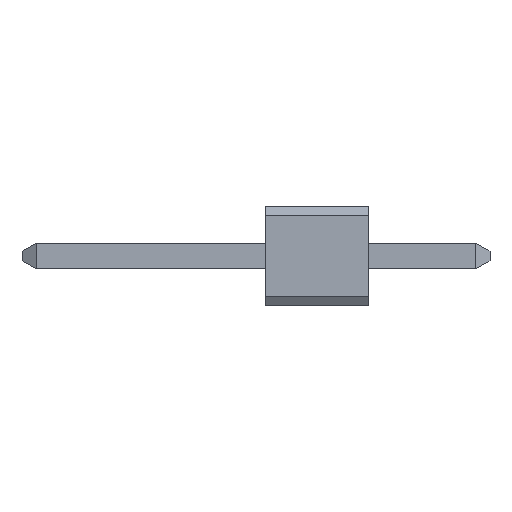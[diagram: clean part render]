
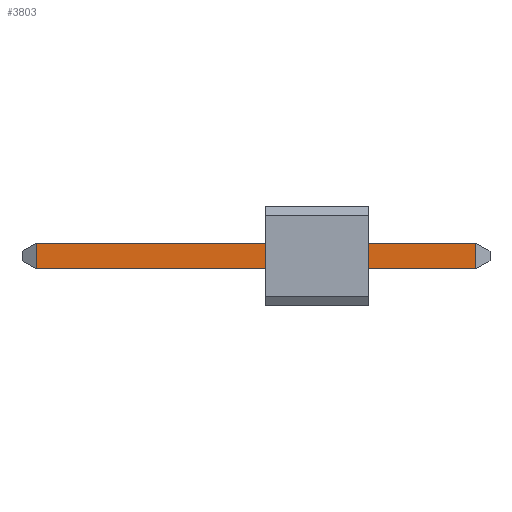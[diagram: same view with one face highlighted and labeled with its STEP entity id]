
A CAD part, left-side view. The second image highlights one B-rep face of the part: STEP entity #3803.
In plain terms, the highlighted planar face has unit normal (-1, 0, 0).
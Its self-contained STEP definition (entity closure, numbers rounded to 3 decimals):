
#157=FACE_OUTER_BOUND('',#395,.T.);
#395=EDGE_LOOP('',(#3021,#3022,#3023,#3024));
#791=LINE('',#5699,#1319);
#800=LINE('',#5717,#1328);
#804=LINE('',#5726,#1332);
#812=LINE('',#5740,#1340);
#1319=VECTOR('',#4636,10.);
#1328=VECTOR('',#4653,10.);
#1332=VECTOR('',#4661,10.);
#1340=VECTOR('',#4677,10.);
#1751=VERTEX_POINT('',#5689);
#1754=VERTEX_POINT('',#5697);
#1759=VERTEX_POINT('',#5716);
#1762=VERTEX_POINT('',#5725);
#2175=EDGE_CURVE('',#1754,#1751,#791,.T.);
#2184=EDGE_CURVE('',#1751,#1759,#800,.T.);
#2188=EDGE_CURVE('',#1759,#1762,#804,.T.);
#2196=EDGE_CURVE('',#1754,#1762,#812,.T.);
#3021=ORIENTED_EDGE('',*,*,#2175,.F.);
#3022=ORIENTED_EDGE('',*,*,#2196,.T.);
#3023=ORIENTED_EDGE('',*,*,#2188,.F.);
#3024=ORIENTED_EDGE('',*,*,#2184,.F.);
#3583=PLANE('',#4046);
#3803=ADVANCED_FACE('',(#157),#3583,.T.);
#4046=AXIS2_PLACEMENT_3D('',#5741,#4678,#4679);
#4636=DIRECTION('',(0.,0.,-1.));
#4653=DIRECTION('',(0.,1.,0.));
#4661=DIRECTION('',(0.,0.,1.));
#4677=DIRECTION('',(0.,1.,0.));
#4678=DIRECTION('center_axis',(-1.,0.,0.));
#4679=DIRECTION('ref_axis',(0.,0.,1.));
#5689=CARTESIAN_POINT('',(0.95,-2.654,0.91));
#5697=CARTESIAN_POINT('',(0.95,-2.654,1.55));
#5699=CARTESIAN_POINT('',(0.95,-2.654,1.07));
#5716=CARTESIAN_POINT('',(0.95,8.194,0.91));
#5717=CARTESIAN_POINT('',(0.95,0.,0.91));
#5725=CARTESIAN_POINT('',(0.95,8.194,1.55));
#5726=CARTESIAN_POINT('',(0.95,8.194,1.07));
#5740=CARTESIAN_POINT('',(0.95,0.,1.55));
#5741=CARTESIAN_POINT('Origin',(0.95,0.,0.91));
